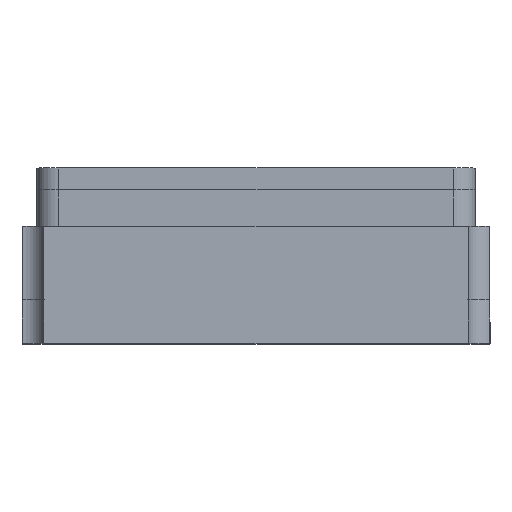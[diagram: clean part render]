
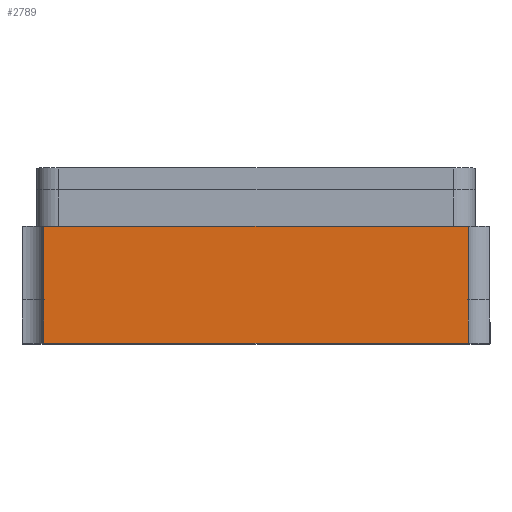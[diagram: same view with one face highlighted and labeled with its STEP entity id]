
A CAD part, top view. The second image highlights one B-rep face of the part: STEP entity #2789.
In plain terms, the highlighted planar face has unit normal (0, 0, 1).
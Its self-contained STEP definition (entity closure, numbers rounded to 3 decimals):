
#7 = DIRECTION ( 'NONE',  ( 0., -1., 0. ) ) ;
#62 = VERTEX_POINT ( 'NONE', #2064 ) ;
#68 = ORIENTED_EDGE ( 'NONE', *, *, #187, .T. ) ;
#162 = CARTESIAN_POINT ( 'NONE',  ( -1.45, -0.001, 1.25 ) ) ;
#187 = EDGE_CURVE ( 'NONE', #62, #6625, #5904, .T. ) ;
#230 = CARTESIAN_POINT ( 'NONE',  ( -1.6, 0.8, 1.25 ) ) ;
#483 = ORIENTED_EDGE ( 'NONE', *, *, #4197, .F. ) ;
#672 = CARTESIAN_POINT ( 'NONE',  ( -1.45, 0.8, 1.25 ) ) ;
#687 = DIRECTION ( 'NONE',  ( 1., 0., 0. ) ) ;
#789 = CARTESIAN_POINT ( 'NONE',  ( -1.45, -0.001, 1.25 ) ) ;
#841 = DIRECTION ( 'NONE',  ( -1., 0., 0. ) ) ;
#865 = DIRECTION ( 'NONE',  ( 0., 1., 0. ) ) ;
#1073 = VECTOR ( 'NONE', #6254, 1000. ) ;
#1311 = EDGE_CURVE ( 'NONE', #1445, #4601, #5517, .T. ) ;
#1431 = ORIENTED_EDGE ( 'NONE', *, *, #7091, .F. ) ;
#1445 = VERTEX_POINT ( 'NONE', #8105 ) ;
#1497 = VECTOR ( 'NONE', #5495, 1000. ) ;
#1547 = CARTESIAN_POINT ( 'NONE',  ( 1.45, 0.3, 1.25 ) ) ;
#1818 = EDGE_LOOP ( 'NONE', ( #7188, #4491, #483, #68, #6986, #1431 ) ) ;
#2064 = CARTESIAN_POINT ( 'NONE',  ( -1.45, 0., 1.25 ) ) ;
#2287 = EDGE_CURVE ( 'NONE', #4601, #6832, #8298, .T. ) ;
#2460 = CARTESIAN_POINT ( 'NONE',  ( 1.45, 0.8, 1.25 ) ) ;
#2789 = ADVANCED_FACE ( 'NONE', ( #4967 ), #5601, .F. ) ;
#2911 = EDGE_CURVE ( 'NONE', #5902, #6625, #4436, .T. ) ;
#3345 = CARTESIAN_POINT ( 'NONE',  ( -1.6, 0., 1.25 ) ) ;
#4197 = EDGE_CURVE ( 'NONE', #62, #1445, #7975, .T. ) ;
#4436 = LINE ( 'NONE', #4645, #1073 ) ;
#4491 = ORIENTED_EDGE ( 'NONE', *, *, #1311, .F. ) ;
#4601 = VERTEX_POINT ( 'NONE', #672 ) ;
#4645 = CARTESIAN_POINT ( 'NONE',  ( 1.45, 0.3, 1.25 ) ) ;
#4719 = CARTESIAN_POINT ( 'NONE',  ( 1.45, -0.001, 1.25 ) ) ;
#4967 = FACE_OUTER_BOUND ( 'NONE', #1818, .T. ) ;
#5495 = DIRECTION ( 'NONE',  ( 0., 1., 0. ) ) ;
#5517 = LINE ( 'NONE', #162, #6630 ) ;
#5560 = VECTOR ( 'NONE', #7, 1000. ) ;
#5601 = PLANE ( 'NONE',  #7428 ) ;
#5902 = VERTEX_POINT ( 'NONE', #1547 ) ;
#5904 = LINE ( 'NONE', #3345, #6615 ) ;
#6142 = DIRECTION ( 'NONE',  ( 1., 0., 0. ) ) ;
#6195 = VECTOR ( 'NONE', #687, 1000. ) ;
#6254 = DIRECTION ( 'NONE',  ( 0., -1., 0. ) ) ;
#6615 = VECTOR ( 'NONE', #6142, 1000. ) ;
#6625 = VERTEX_POINT ( 'NONE', #6850 ) ;
#6630 = VECTOR ( 'NONE', #865, 1000. ) ;
#6803 = CARTESIAN_POINT ( 'NONE',  ( -1.6, 0.8, 1.25 ) ) ;
#6832 = VERTEX_POINT ( 'NONE', #2460 ) ;
#6850 = CARTESIAN_POINT ( 'NONE',  ( 1.45, 0., 1.25 ) ) ;
#6986 = ORIENTED_EDGE ( 'NONE', *, *, #2911, .F. ) ;
#7091 = EDGE_CURVE ( 'NONE', #6832, #5902, #7326, .T. ) ;
#7188 = ORIENTED_EDGE ( 'NONE', *, *, #2287, .F. ) ;
#7326 = LINE ( 'NONE', #4719, #5560 ) ;
#7428 = AXIS2_PLACEMENT_3D ( 'NONE', #230, #7576, #841 ) ;
#7576 = DIRECTION ( 'NONE',  ( 0., 0., -1. ) ) ;
#7975 = LINE ( 'NONE', #789, #1497 ) ;
#8105 = CARTESIAN_POINT ( 'NONE',  ( -1.45, 0.3, 1.25 ) ) ;
#8298 = LINE ( 'NONE', #6803, #6195 ) ;
